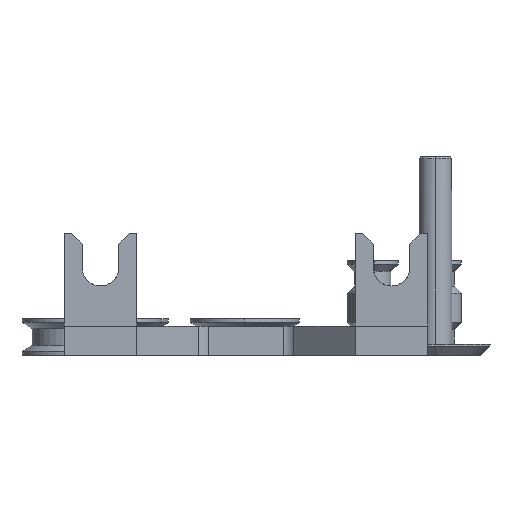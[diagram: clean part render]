
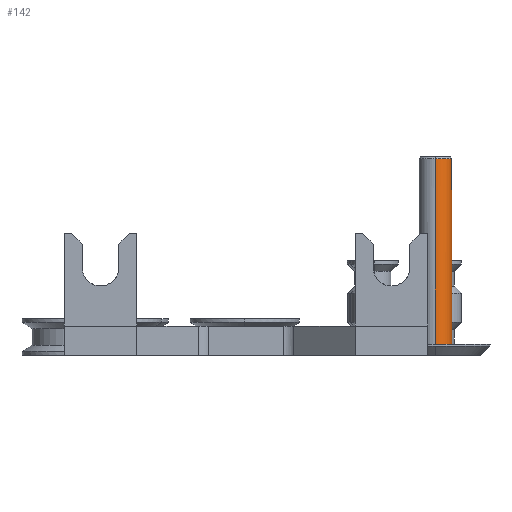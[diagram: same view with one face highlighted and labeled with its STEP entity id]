
A CAD part, left-side view. The second image highlights one B-rep face of the part: STEP entity #142.
In plain terms, the highlighted free-form (B-spline) face has degree [2, 1] with [5, 2] control points.
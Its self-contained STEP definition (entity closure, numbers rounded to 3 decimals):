
#142=ADVANCED_FACE('',(#482),#10025,.T.);
#482=FACE_OUTER_BOUND('',#817,.T.);
#817=EDGE_LOOP('',(#1178,#1179,#1180,#1181));
#1178=ORIENTED_EDGE('',*,*,#8001,.T.);
#1179=ORIENTED_EDGE('',*,*,#7977,.F.);
#1180=ORIENTED_EDGE('',*,*,#8002,.T.);
#1181=ORIENTED_EDGE('',*,*,#7998,.F.);
#2708=B_SPLINE_CURVE_WITH_KNOTS('',1,(#11148,#11149),.UNSPECIFIED.,.F.,
 .F.,(2,2),(-12.723,0.),.UNSPECIFIED.);
#2714=B_SPLINE_CURVE_WITH_KNOTS('',1,(#11162,#11163),.UNSPECIFIED.,.F.,
 .F.,(2,2),(0.409,46.818),.UNSPECIFIED.);
#2715=B_SPLINE_CURVE_WITH_KNOTS('',1,(#11164,#11165),.UNSPECIFIED.,.F.,
 .F.,(2,2),(0.,14.137),.UNSPECIFIED.);
#2716=B_SPLINE_CURVE_WITH_KNOTS('',1,(#11168,#11169),.UNSPECIFIED.,.F.,
 .F.,(2,2),(-46.818,-0.409),.UNSPECIFIED.);
#2717=B_SPLINE_CURVE_WITH_KNOTS('',3,(#11170,#11171,#11172,#11173),
 .UNSPECIFIED.,.F.,.F.,(4,4),(-12.723,0.),.UNSPECIFIED.);
#2743=B_SPLINE_CURVE_WITH_KNOTS('',1,(#11254,#11255),.UNSPECIFIED.,.F.,
 .F.,(2,2),(-46.818,-0.409),.UNSPECIFIED.);
#2745=B_SPLINE_CURVE_WITH_KNOTS('',1,(#11258,#11259),.UNSPECIFIED.,.F.,
 .F.,(2,2),(0.409,46.818),.UNSPECIFIED.);
#4147=PCURVE('',#10290,#5679);
#4173=PCURVE('',#10294,#5705);
#4177=PCURVE('',#10025,#5709);
#4178=PCURVE('',#10025,#5710);
#4179=PCURVE('',#10025,#5711);
#4180=PCURVE('',#10025,#5712);
#4206=PCURVE('',#10030,#5738);
#4208=PCURVE('',#10030,#5740);
#5679=DEFINITIONAL_REPRESENTATION('',(#8746),#20852);
#5705=DEFINITIONAL_REPRESENTATION('',(#2708),#20852);
#5709=DEFINITIONAL_REPRESENTATION('',(#2714),#20852);
#5710=DEFINITIONAL_REPRESENTATION('',(#2715),#20852);
#5711=DEFINITIONAL_REPRESENTATION('',(#2716),#20852);
#5712=DEFINITIONAL_REPRESENTATION('',(#2717),#20852);
#5738=DEFINITIONAL_REPRESENTATION('',(#2743),#20852);
#5740=DEFINITIONAL_REPRESENTATION('',(#2745),#20852);
#7211=SURFACE_CURVE('',#8745,(#4147,#4178),.PCURVE_S1.);
#7232=SURFACE_CURVE('',#8762,(#4173,#4180),.PCURVE_S1.);
#7235=SURFACE_CURVE('',#8763,(#4177,#4208),.PCURVE_S1.);
#7236=SURFACE_CURVE('',#8764,(#4179,#4206),.PCURVE_S1.);
#7977=EDGE_CURVE('',#9581,#9591,#7211,.T.);
#7998=EDGE_CURVE('',#9589,#9579,#7232,.T.);
#8001=EDGE_CURVE('',#9589,#9591,#7235,.T.);
#8002=EDGE_CURVE('',#9581,#9579,#7236,.T.);
#8745=(
BOUNDED_CURVE()
B_SPLINE_CURVE(2,(#10710,#10711,#10712,#10713,#10714),.UNSPECIFIED.,.F.,
 .F.)
B_SPLINE_CURVE_WITH_KNOTS((3,2,3),(0.,7.069,14.137),
 .UNSPECIFIED.)
CURVE()
GEOMETRIC_REPRESENTATION_ITEM()
RATIONAL_B_SPLINE_CURVE((1.,0.707,1.,0.707,1.))
REPRESENTATION_ITEM('')
);
#8746=(
BOUNDED_CURVE()
B_SPLINE_CURVE(2,(#10715,#10716,#10717,#10718,#10719),.UNSPECIFIED.,.F.,
 .F.)
B_SPLINE_CURVE_WITH_KNOTS((3,2,3),(0.,7.069,14.137),
 .UNSPECIFIED.)
CURVE()
GEOMETRIC_REPRESENTATION_ITEM()
RATIONAL_B_SPLINE_CURVE((1.,0.707,1.,0.707,1.))
REPRESENTATION_ITEM('')
);
#8762=(
BOUNDED_CURVE()
B_SPLINE_CURVE(2,(#11143,#11144,#11145,#11146,#11147),.UNSPECIFIED.,.F.,
 .F.)
B_SPLINE_CURVE_WITH_KNOTS((3,2,3),(-12.723,-6.362,
0.),.UNSPECIFIED.)
CURVE()
GEOMETRIC_REPRESENTATION_ITEM()
RATIONAL_B_SPLINE_CURVE((1.,0.707,1.,0.707,1.))
REPRESENTATION_ITEM('')
);
#8763=(
BOUNDED_CURVE()
B_SPLINE_CURVE(1,(#11160,#11161),.UNSPECIFIED.,.F.,.F.)
B_SPLINE_CURVE_WITH_KNOTS((2,2),(0.409,46.818),
 .UNSPECIFIED.)
CURVE()
GEOMETRIC_REPRESENTATION_ITEM()
RATIONAL_B_SPLINE_CURVE((1.,1.))
REPRESENTATION_ITEM('')
);
#8764=(
BOUNDED_CURVE()
B_SPLINE_CURVE(1,(#11166,#11167),.UNSPECIFIED.,.F.,.F.)
B_SPLINE_CURVE_WITH_KNOTS((2,2),(-46.818,-0.409),
 .UNSPECIFIED.)
CURVE()
GEOMETRIC_REPRESENTATION_ITEM()
RATIONAL_B_SPLINE_CURVE((1.,1.))
REPRESENTATION_ITEM('')
);
#9579=VERTEX_POINT('',#10677);
#9581=VERTEX_POINT('',#10679);
#9589=VERTEX_POINT('',#10687);
#9591=VERTEX_POINT('',#10689);
#10025=(
BOUNDED_SURFACE()
B_SPLINE_SURFACE(2,1,((#10510,#10511),(#10512,#10513),(#10514,#10515),(#10516,
#10517),(#10518,#10519)),.UNSPECIFIED.,.F.,.F.,.F.)
B_SPLINE_SURFACE_WITH_KNOTS((3,2,3),(2,2),(0.,7.069,14.137),
(0.,50.),.UNSPECIFIED.)
GEOMETRIC_REPRESENTATION_ITEM()
RATIONAL_B_SPLINE_SURFACE(((1.,1.),(0.707,0.707),
(1.,1.),(0.707,0.707),(1.,1.)))
REPRESENTATION_ITEM('')
SURFACE()
);
#10030=(
BOUNDED_SURFACE()
B_SPLINE_SURFACE(2,1,((#10650,#10651),(#10652,#10653),(#10654,#10655),(#10656,
#10657),(#10658,#10659)),.UNSPECIFIED.,.F.,.F.,.F.)
B_SPLINE_SURFACE_WITH_KNOTS((3,2,3),(2,2),(14.137,21.206,
28.274),(0.,50.),.UNSPECIFIED.)
GEOMETRIC_REPRESENTATION_ITEM()
RATIONAL_B_SPLINE_SURFACE(((1.,1.),(0.707,0.707),
(1.,1.),(0.707,0.707),(1.,1.)))
REPRESENTATION_ITEM('')
SURFACE()
);
#10290=B_SPLINE_SURFACE_WITH_KNOTS('',1,1,((#10378,#10379),(#10380,#10381)),
 .UNSPECIFIED.,.F.,.F.,.F.,(2,2),(2,2),(-18.75,18.75),(-18.75,18.75),
 .UNSPECIFIED.);
#10294=B_SPLINE_SURFACE_WITH_KNOTS('',1,3,((#10488,#10489,#10490,#10491,
#10492,#10493,#10494,#10495,#10496,#10497,#10498),(#10499,#10500,#10501,
#10502,#10503,#10504,#10505,#10506,#10507,#10508,#10509)),.UNSPECIFIED.,
 .F.,.F.,.F.,(2,2),(4,1,1,1,1,1,1,1,4),(0.,0.645),(0.,1.527,
3.181,4.835,6.362,7.888,9.542,
11.196,12.723),.UNSPECIFIED.);
#10378=CARTESIAN_POINT('',(-934.033,-1269.547,-3.));
#10379=CARTESIAN_POINT('',(-896.533,-1269.547,-3.));
#10380=CARTESIAN_POINT('',(-934.033,-1307.047,-3.));
#10381=CARTESIAN_POINT('',(-896.533,-1307.047,-3.));
#10488=CARTESIAN_POINT('',(-910.783,-1288.297,48.05));
#10489=CARTESIAN_POINT('',(-910.783,-1288.862,48.05));
#10490=CARTESIAN_POINT('',(-911.007,-1290.04,48.05));
#10491=CARTESIAN_POINT('',(-912.011,-1291.568,48.05));
#10492=CARTESIAN_POINT('',(-913.54,-1292.572,48.05));
#10493=CARTESIAN_POINT('',(-915.283,-1292.904,48.05));
#10494=CARTESIAN_POINT('',(-917.026,-1292.572,48.05));
#10495=CARTESIAN_POINT('',(-918.555,-1291.568,48.05));
#10496=CARTESIAN_POINT('',(-919.559,-1290.04,48.05));
#10497=CARTESIAN_POINT('',(-919.783,-1288.862,48.05));
#10498=CARTESIAN_POINT('',(-919.783,-1288.297,48.05));
#10499=CARTESIAN_POINT('',(-911.233,-1288.297,48.5));
#10500=CARTESIAN_POINT('',(-911.233,-1288.805,48.5));
#10501=CARTESIAN_POINT('',(-911.435,-1289.866,48.5));
#10502=CARTESIAN_POINT('',(-912.338,-1291.241,48.5));
#10503=CARTESIAN_POINT('',(-913.714,-1292.145,48.5));
#10504=CARTESIAN_POINT('',(-915.283,-1292.444,48.5));
#10505=CARTESIAN_POINT('',(-916.852,-1292.145,48.5));
#10506=CARTESIAN_POINT('',(-918.228,-1291.241,48.5));
#10507=CARTESIAN_POINT('',(-919.131,-1289.866,48.5));
#10508=CARTESIAN_POINT('',(-919.333,-1288.805,48.5));
#10509=CARTESIAN_POINT('',(-919.333,-1288.297,48.5));
#10510=CARTESIAN_POINT('',(-910.783,-1288.297,48.5));
#10511=CARTESIAN_POINT('',(-910.783,-1288.297,-6.5));
#10512=CARTESIAN_POINT('',(-910.783,-1292.797,48.5));
#10513=CARTESIAN_POINT('',(-910.783,-1292.797,-6.5));
#10514=CARTESIAN_POINT('',(-915.283,-1292.797,48.5));
#10515=CARTESIAN_POINT('',(-915.283,-1292.797,-6.5));
#10516=CARTESIAN_POINT('',(-919.783,-1292.797,48.5));
#10517=CARTESIAN_POINT('',(-919.783,-1292.797,-6.5));
#10518=CARTESIAN_POINT('',(-919.783,-1288.297,48.5));
#10519=CARTESIAN_POINT('',(-919.783,-1288.297,-6.5));
#10650=CARTESIAN_POINT('',(-919.783,-1288.297,48.5));
#10651=CARTESIAN_POINT('',(-919.783,-1288.297,-6.5));
#10652=CARTESIAN_POINT('',(-919.783,-1283.797,48.5));
#10653=CARTESIAN_POINT('',(-919.783,-1283.797,-6.5));
#10654=CARTESIAN_POINT('',(-915.283,-1283.797,48.5));
#10655=CARTESIAN_POINT('',(-915.283,-1283.797,-6.5));
#10656=CARTESIAN_POINT('',(-910.783,-1283.797,48.5));
#10657=CARTESIAN_POINT('',(-910.783,-1283.797,-6.5));
#10658=CARTESIAN_POINT('',(-910.783,-1288.297,48.5));
#10659=CARTESIAN_POINT('',(-910.783,-1288.297,-6.5));
#10677=CARTESIAN_POINT('',(-910.783,-1288.297,48.05));
#10679=CARTESIAN_POINT('',(-910.783,-1288.297,-3.));
#10687=CARTESIAN_POINT('',(-919.783,-1288.297,48.05));
#10689=CARTESIAN_POINT('',(-919.783,-1288.297,-3.));
#10710=CARTESIAN_POINT('',(-910.783,-1288.297,-3.));
#10711=CARTESIAN_POINT('',(-910.783,-1292.797,-3.));
#10712=CARTESIAN_POINT('',(-915.283,-1292.797,-3.));
#10713=CARTESIAN_POINT('',(-919.783,-1292.797,-3.));
#10714=CARTESIAN_POINT('',(-919.783,-1288.297,-3.));
#10715=CARTESIAN_POINT('',(0.,4.5));
#10716=CARTESIAN_POINT('',(4.5,4.5));
#10717=CARTESIAN_POINT('',(4.5,0.));
#10718=CARTESIAN_POINT('',(4.5,-4.5));
#10719=CARTESIAN_POINT('',(0.,-4.5));
#11143=CARTESIAN_POINT('',(-919.783,-1288.297,48.05));
#11144=CARTESIAN_POINT('',(-919.783,-1292.797,48.05));
#11145=CARTESIAN_POINT('',(-915.283,-1292.797,48.05));
#11146=CARTESIAN_POINT('',(-910.783,-1292.797,48.05));
#11147=CARTESIAN_POINT('',(-910.783,-1288.297,48.05));
#11148=CARTESIAN_POINT('',(0.,12.723));
#11149=CARTESIAN_POINT('',(0.,0.));
#11160=CARTESIAN_POINT('',(-919.783,-1288.297,48.05));
#11161=CARTESIAN_POINT('',(-919.783,-1288.297,-3.));
#11162=CARTESIAN_POINT('',(14.137,0.409));
#11163=CARTESIAN_POINT('',(14.137,46.818));
#11164=CARTESIAN_POINT('',(0.,46.818));
#11165=CARTESIAN_POINT('',(14.137,46.818));
#11166=CARTESIAN_POINT('',(-910.783,-1288.297,-3.));
#11167=CARTESIAN_POINT('',(-910.783,-1288.297,48.05));
#11168=CARTESIAN_POINT('',(0.,46.818));
#11169=CARTESIAN_POINT('',(0.,0.409));
#11170=CARTESIAN_POINT('',(14.137,0.409));
#11171=CARTESIAN_POINT('',(9.425,0.409));
#11172=CARTESIAN_POINT('',(4.712,0.409));
#11173=CARTESIAN_POINT('',(0.,0.409));
#11254=CARTESIAN_POINT('',(28.274,46.818));
#11255=CARTESIAN_POINT('',(28.274,0.409));
#11258=CARTESIAN_POINT('',(14.137,0.409));
#11259=CARTESIAN_POINT('',(14.137,46.818));
#20852=(
GEOMETRIC_REPRESENTATION_CONTEXT(2)
PARAMETRIC_REPRESENTATION_CONTEXT()
REPRESENTATION_CONTEXT('pspace','')
);
